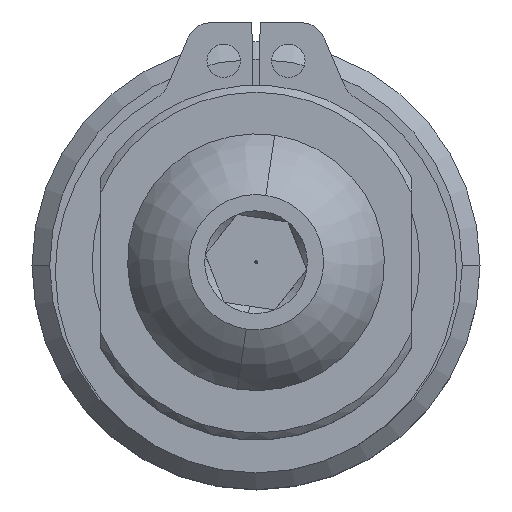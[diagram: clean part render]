
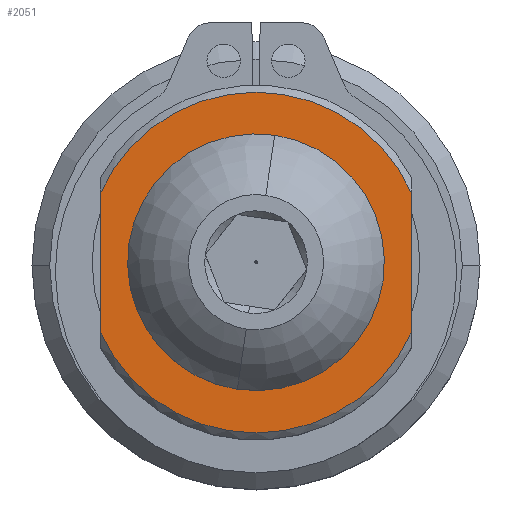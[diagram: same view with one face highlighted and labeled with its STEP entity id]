
A CAD part, top view. The second image highlights one B-rep face of the part: STEP entity #2051.
In plain terms, the highlighted planar face has unit normal (0, 0, 1).
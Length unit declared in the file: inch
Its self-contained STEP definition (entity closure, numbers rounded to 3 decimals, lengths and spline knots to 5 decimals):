
#130 = CARTESIAN_POINT ( 'NONE',  ( 0., 0., 1.28313 ) ) ;
#257 = CIRCLE ( 'NONE', #3838, 0.2395 ) ;
#306 = EDGE_CURVE ( 'NONE', #765, #2610, #2978, .T. ) ;
#395 = DIRECTION ( 'NONE',  ( 0., -1., 0. ) ) ;
#580 = CARTESIAN_POINT ( 'NONE',  ( 0., 0., 1.28313 ) ) ;
#633 = DIRECTION ( 'NONE',  ( 0., 0., 1. ) ) ;
#659 = CARTESIAN_POINT ( 'NONE',  ( -0.21875, 0.11999, 1.28313 ) ) ;
#765 = VERTEX_POINT ( 'NONE', #1783 ) ;
#822 = EDGE_LOOP ( 'NONE', ( #2789, #2162 ) ) ;
#920 = EDGE_LOOP ( 'NONE', ( #1388, #1427, #1252, #2420 ) ) ;
#1000 = LINE ( 'NONE', #659, #2092 ) ;
#1032 = EDGE_CURVE ( 'NONE', #3875, #2532, #1000, .T. ) ;
#1161 = EDGE_CURVE ( 'NONE', #3875, #1654, #3799, .T. ) ;
#1204 = DIRECTION ( 'NONE',  ( 1., 0., 0. ) ) ;
#1252 = ORIENTED_EDGE ( 'NONE', *, *, #3416, .F. ) ;
#1323 = DIRECTION ( 'NONE',  ( 1., 0., 0. ) ) ;
#1388 = ORIENTED_EDGE ( 'NONE', *, *, #1032, .F. ) ;
#1427 = ORIENTED_EDGE ( 'NONE', *, *, #1161, .T. ) ;
#1491 = FACE_OUTER_BOUND ( 'NONE', #920, .T. ) ;
#1576 = CARTESIAN_POINT ( 'NONE',  ( -0.21875, -0.09751, 1.28313 ) ) ;
#1581 = CARTESIAN_POINT ( 'NONE',  ( 0.21875, -0.11999, 1.28313 ) ) ;
#1654 = VERTEX_POINT ( 'NONE', #2634 ) ;
#1783 = CARTESIAN_POINT ( 'NONE',  ( 0.098, 0., 1.28313 ) ) ;
#1795 = CARTESIAN_POINT ( 'NONE',  ( -0.21875, 0.09751, 1.28313 ) ) ;
#1851 = CARTESIAN_POINT ( 'NONE',  ( 0., 0., 1.28313 ) ) ;
#1863 = AXIS2_PLACEMENT_3D ( 'NONE', #1851, #2507, #2802 ) ;
#1910 = LINE ( 'NONE', #1581, #3138 ) ;
#2051 = ADVANCED_FACE ( 'NONE', ( #2673, #1491 ), #2995, .T. ) ;
#2092 = VECTOR ( 'NONE', #2479, 39.37008 ) ;
#2162 = ORIENTED_EDGE ( 'NONE', *, *, #3423, .F. ) ;
#2165 = CARTESIAN_POINT ( 'NONE',  ( -0.098, 0., 1.28313 ) ) ;
#2205 = AXIS2_PLACEMENT_3D ( 'NONE', #130, #3826, #1323 ) ;
#2360 = DIRECTION ( 'NONE',  ( 0., 0., 1. ) ) ;
#2369 = DIRECTION ( 'NONE',  ( 0., 0., 1. ) ) ;
#2420 = ORIENTED_EDGE ( 'NONE', *, *, #3316, .T. ) ;
#2433 = CARTESIAN_POINT ( 'NONE',  ( 0., 0., 1.28313 ) ) ;
#2469 = AXIS2_PLACEMENT_3D ( 'NONE', #580, #2360, #3587 ) ;
#2479 = DIRECTION ( 'NONE',  ( 0., 1., 0. ) ) ;
#2489 = CARTESIAN_POINT ( 'NONE',  ( 0.21875, 0.09751, 1.28313 ) ) ;
#2507 = DIRECTION ( 'NONE',  ( 0., 0., 1. ) ) ;
#2532 = VERTEX_POINT ( 'NONE', #1795 ) ;
#2610 = VERTEX_POINT ( 'NONE', #2165 ) ;
#2634 = CARTESIAN_POINT ( 'NONE',  ( 0.21875, -0.09751, 1.28313 ) ) ;
#2673 = FACE_BOUND ( 'NONE', #822, .T. ) ;
#2782 = CARTESIAN_POINT ( 'NONE',  ( 0., 0., 1.28313 ) ) ;
#2789 = ORIENTED_EDGE ( 'NONE', *, *, #306, .F. ) ;
#2802 = DIRECTION ( 'NONE',  ( 1., 0., 0. ) ) ;
#2816 = CIRCLE ( 'NONE', #1863, 0.098 ) ;
#2978 = CIRCLE ( 'NONE', #3489, 0.098 ) ;
#2995 = PLANE ( 'NONE',  #2469 ) ;
#3090 = DIRECTION ( 'NONE',  ( 1., 0., 0. ) ) ;
#3138 = VECTOR ( 'NONE', #395, 39.37008 ) ;
#3316 = EDGE_CURVE ( 'NONE', #3499, #2532, #257, .T. ) ;
#3416 = EDGE_CURVE ( 'NONE', #3499, #1654, #1910, .T. ) ;
#3423 = EDGE_CURVE ( 'NONE', #2610, #765, #2816, .T. ) ;
#3489 = AXIS2_PLACEMENT_3D ( 'NONE', #2782, #633, #3090 ) ;
#3499 = VERTEX_POINT ( 'NONE', #2489 ) ;
#3587 = DIRECTION ( 'NONE',  ( 1., 0., 0. ) ) ;
#3799 = CIRCLE ( 'NONE', #2205, 0.2395 ) ;
#3826 = DIRECTION ( 'NONE',  ( 0., 0., 1. ) ) ;
#3838 = AXIS2_PLACEMENT_3D ( 'NONE', #2433, #2369, #1204 ) ;
#3875 = VERTEX_POINT ( 'NONE', #1576 ) ;
